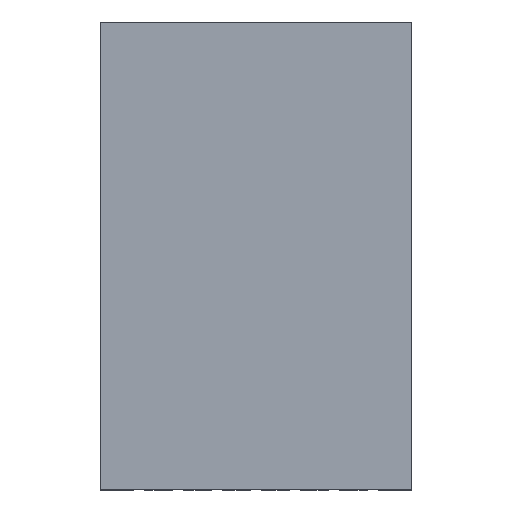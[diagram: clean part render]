
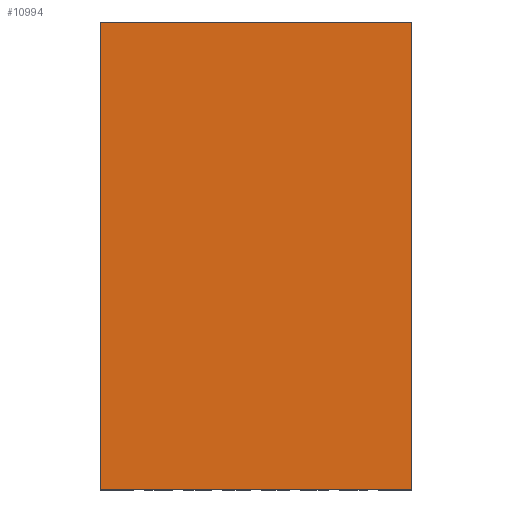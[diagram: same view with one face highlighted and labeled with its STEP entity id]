
A CAD part, top view. The second image highlights one B-rep face of the part: STEP entity #10994.
In plain terms, the highlighted face is planar.
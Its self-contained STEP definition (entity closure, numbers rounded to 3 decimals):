
#3173=DIRECTION('',(1.,0.,0.));
#3174=VECTOR('',#3173,4.);
#3175=CARTESIAN_POINT('',(-2.,1.9,3.));
#3176=LINE('',#3175,#3174);
#3180=DIRECTION('',(0.,0.,1.));
#3181=VECTOR('',#3180,6.);
#3182=CARTESIAN_POINT('',(-2.,1.9,-3.));
#3183=LINE('',#3182,#3181);
#3187=DIRECTION('',(-1.,0.,0.));
#3188=VECTOR('',#3187,4.);
#3189=CARTESIAN_POINT('',(2.,1.9,-3.));
#3190=LINE('',#3189,#3188);
#3194=DIRECTION('',(0.,0.,-1.));
#3195=VECTOR('',#3194,6.);
#3196=CARTESIAN_POINT('',(2.,1.9,3.));
#3197=LINE('',#3196,#3195);
#8371=CARTESIAN_POINT('',(-2.,1.9,3.));
#8372=CARTESIAN_POINT('',(2.,1.9,3.));
#8373=VERTEX_POINT('',#8371);
#8374=VERTEX_POINT('',#8372);
#8375=CARTESIAN_POINT('',(2.,1.9,-3.));
#8376=VERTEX_POINT('',#8375);
#8377=CARTESIAN_POINT('',(-2.,1.9,-3.));
#8378=VERTEX_POINT('',#8377);
#10981=CARTESIAN_POINT('',(0.,1.9,0.));
#10982=DIRECTION('',(0.,1.,0.));
#10983=DIRECTION('',(1.,0.,0.));
#10984=AXIS2_PLACEMENT_3D('',#10981,#10982,#10983);
#10985=PLANE('',#10984);
#10986=ORIENTED_EDGE('',*,*,#10781,.F.);
#10988=ORIENTED_EDGE('',*,*,#10987,.F.);
#10990=ORIENTED_EDGE('',*,*,#10989,.F.);
#10991=ORIENTED_EDGE('',*,*,#10921,.F.);
#10992=EDGE_LOOP('',(#10986,#10988,#10990,#10991));
#10993=FACE_OUTER_BOUND('',#10992,.F.);
#10994=ADVANCED_FACE('',(#10993),#10985,.T.);
#10781=EDGE_CURVE('',#8373,#8374,#3176,.T.);
#10921=EDGE_CURVE('',#8374,#8376,#3197,.T.);
#10987=EDGE_CURVE('',#8378,#8373,#3183,.T.);
#10989=EDGE_CURVE('',#8376,#8378,#3190,.T.);
